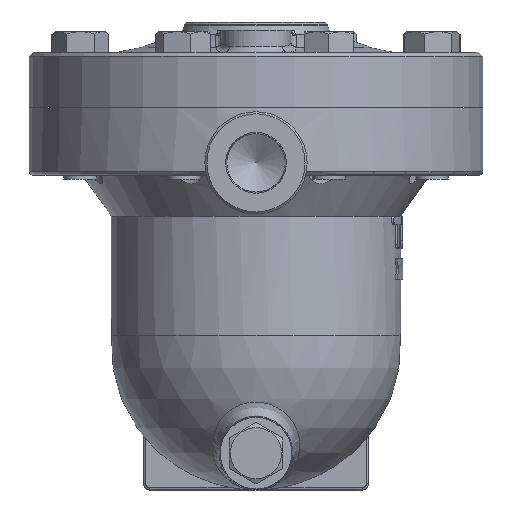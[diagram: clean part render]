
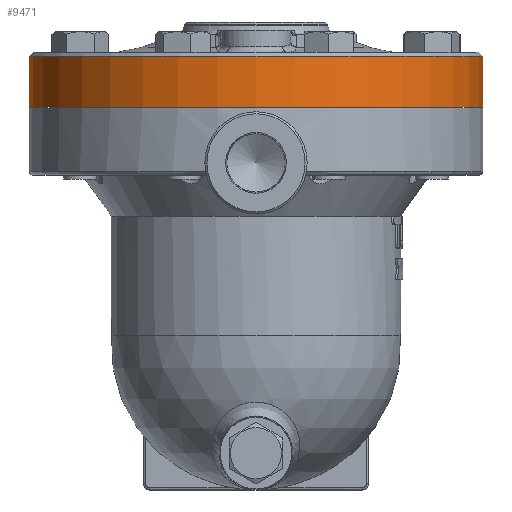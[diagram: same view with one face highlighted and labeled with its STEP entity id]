
A CAD part, left-side view. The second image highlights one B-rep face of the part: STEP entity #9471.
In plain terms, the highlighted cylindrical face has radius 111 mm (diameter 222 mm), a full revolution.
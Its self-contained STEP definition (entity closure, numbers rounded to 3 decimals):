
#8206=CARTESIAN_POINT('',(111.,0.,0.1));
#8207=VERTEX_POINT('',#8206);
#8208=CARTESIAN_POINT('',(0.0,0.0,0.1));
#8209=DIRECTION('',(0.0,0.0,-1.0));
#8210=DIRECTION('',(-1.0,0.0,0.0));
#8211=AXIS2_PLACEMENT_3D('',#8208,#8209,#8210);
#8212=CIRCLE('',#8211,111.);
#8213=EDGE_CURVE('',#8207,#8207,#8212,.T.);
#9448=CARTESIAN_POINT('',(111.,0.,25.1));
#9449=VERTEX_POINT('',#9448);
#9450=CARTESIAN_POINT('',(0.0,0.0,25.1));
#9451=DIRECTION('',(0.0,0.0,1.0));
#9452=DIRECTION('',(-1.0,0.0,0.0));
#9453=AXIS2_PLACEMENT_3D('',#9450,#9451,#9452);
#9454=CIRCLE('',#9453,111.);
#9455=EDGE_CURVE('',#9449,#9449,#9454,.T.);
#9460=CARTESIAN_POINT('',(0.0,0.0,0.1));
#9461=DIRECTION('',(0.0,0.0,1.0));
#9462=DIRECTION('',(-1.0,0.0,0.0));
#9463=AXIS2_PLACEMENT_3D('',#9460,#9461,#9462);
#9464=CYLINDRICAL_SURFACE('',#9463,111.);
#9465=ORIENTED_EDGE('',*,*,#8213,.F.);
#9466=EDGE_LOOP('',(#9465));
#9467=FACE_OUTER_BOUND('',#9466,.T.);
#9468=ORIENTED_EDGE('',*,*,#9455,.F.);
#9469=EDGE_LOOP('',(#9468));
#9470=FACE_BOUND('',#9469,.T.);
#9471=ADVANCED_FACE('',(#9467,#9470),#9464,.T.);
